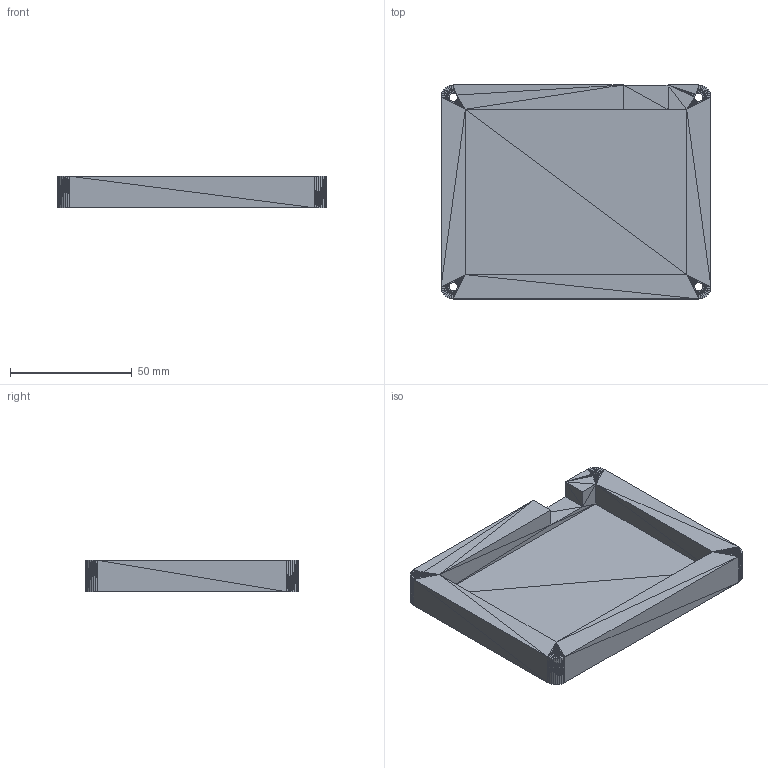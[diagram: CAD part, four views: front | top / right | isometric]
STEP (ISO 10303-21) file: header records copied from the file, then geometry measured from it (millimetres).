
FILE_DESCRIPTION((''),'2;1');
FILE_NAME('LeftPad - Base', '2025-06-28T03:12:52', (''), (''), 'ImageToStl.com STEP Converter','', '');
FILE_SCHEMA(('AUTOMOTIVE_DESIGN_CC2'));
Length unit declared in the file: metre
Products named in the file (1): product0
Bounding box: 111 x 88 x 13 mm (x, y, z)
Surface area: 28189.8 mm2 (no closed solid volume)
Topology: 0 solids, 1004 shells, 1004 faces, 3012 edges, 496 vertices
Faces by surface type: plane 1004
Entity records: 23122 total; most frequent: DIRECTION 5022, ORIENTED_EDGE 3012, EDGE_CURVE 3012, LINE 3012, VECTOR 3012, AXIS2_PLACEMENT_3D 1005, FACE_SURFACE 1004, PLANE 1004
